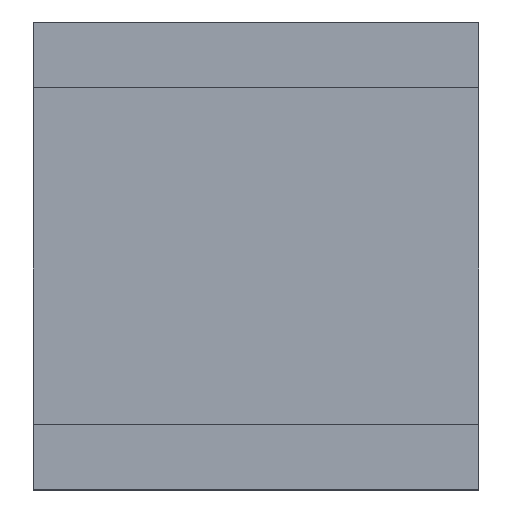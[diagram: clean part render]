
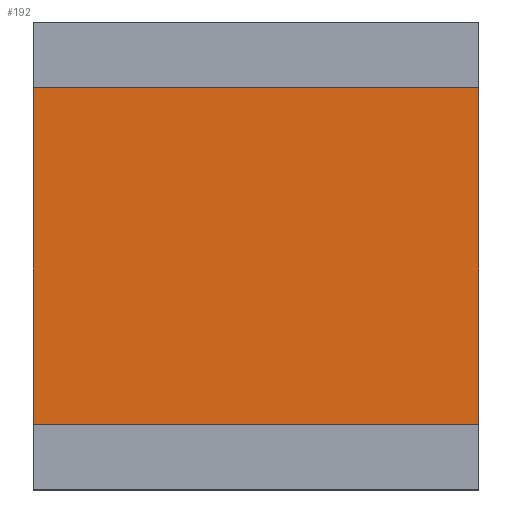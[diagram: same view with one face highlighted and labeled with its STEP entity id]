
A CAD part, top view. The second image highlights one B-rep face of the part: STEP entity #192.
In plain terms, the highlighted planar face has unit normal (0, 0, 1).
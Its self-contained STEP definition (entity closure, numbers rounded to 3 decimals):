
#48 = VERTEX_POINT('',#49);
#49 = CARTESIAN_POINT('',(-10.,7.55,3.));
#55 = EDGE_CURVE('',#48,#56,#58,.T.);
#56 = VERTEX_POINT('',#57);
#57 = CARTESIAN_POINT('',(-10.,-7.55,3.));
#58 = LINE('',#59,#60);
#59 = CARTESIAN_POINT('',(-10.,7.55,3.));
#60 = VECTOR('',#61,1.);
#61 = DIRECTION('',(0.,-1.,0.));
#173 = EDGE_CURVE('',#56,#174,#176,.T.);
#174 = VERTEX_POINT('',#175);
#175 = CARTESIAN_POINT('',(10.,-7.55,3.));
#176 = LINE('',#177,#178);
#177 = CARTESIAN_POINT('',(-10.,-7.55,3.));
#178 = VECTOR('',#179,1.);
#179 = DIRECTION('',(1.,0.,0.));
#192 = ADVANCED_FACE('',(#193),#211,.F.);
#193 = FACE_BOUND('',#194,.F.);
#194 = EDGE_LOOP('',(#195,#196,#204,#210));
#195 = ORIENTED_EDGE('',*,*,#55,.F.);
#196 = ORIENTED_EDGE('',*,*,#197,.T.);
#197 = EDGE_CURVE('',#48,#198,#200,.T.);
#198 = VERTEX_POINT('',#199);
#199 = CARTESIAN_POINT('',(10.,7.55,3.));
#200 = LINE('',#201,#202);
#201 = CARTESIAN_POINT('',(-10.,7.55,3.));
#202 = VECTOR('',#203,1.);
#203 = DIRECTION('',(1.,0.,0.));
#204 = ORIENTED_EDGE('',*,*,#205,.T.);
#205 = EDGE_CURVE('',#198,#174,#206,.T.);
#206 = LINE('',#207,#208);
#207 = CARTESIAN_POINT('',(10.,-1.475,3.));
#208 = VECTOR('',#209,1.);
#209 = DIRECTION('',(-0.,-1.,-0.));
#210 = ORIENTED_EDGE('',*,*,#173,.F.);
#211 = PLANE('',#212);
#212 = AXIS2_PLACEMENT_3D('',#213,#214,#215);
#213 = CARTESIAN_POINT('',(-10.,7.55,3.));
#214 = DIRECTION('',(0.,0.,-1.));
#215 = DIRECTION('',(0.,-1.,0.));
